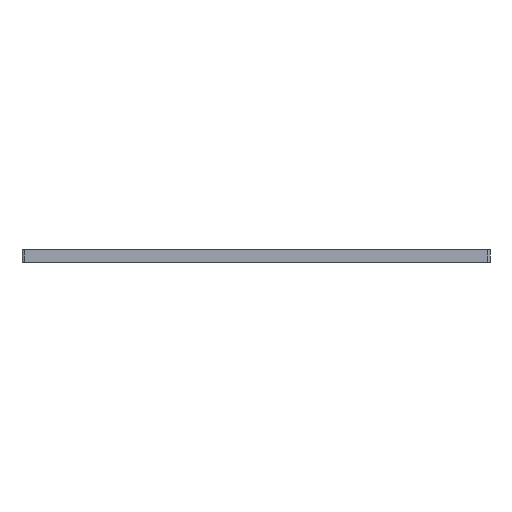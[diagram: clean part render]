
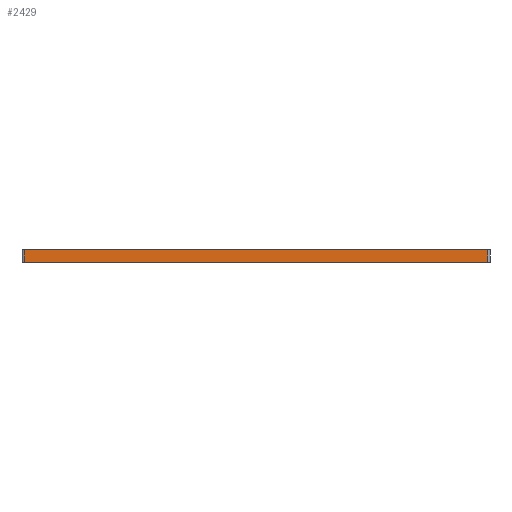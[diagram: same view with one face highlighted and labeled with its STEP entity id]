
A CAD part, left-side view. The second image highlights one B-rep face of the part: STEP entity #2429.
In plain terms, the highlighted planar face has unit normal (-1, 0, 0).
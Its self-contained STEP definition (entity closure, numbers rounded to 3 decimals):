
#909=DIRECTION('',(0.,0.,1.));
#910=VECTOR('',#909,5.);
#911=CARTESIAN_POINT('',(-70.,-23.,5.));
#912=LINE('',#911,#910);
#913=DIRECTION('',(0.,1.,0.));
#914=VECTOR('',#913,188.);
#915=CARTESIAN_POINT('',(-70.,-23.,5.));
#916=LINE('',#915,#914);
#917=DIRECTION('',(0.,0.,-1.));
#918=VECTOR('',#917,5.);
#919=CARTESIAN_POINT('',(-70.,165.,10.));
#920=LINE('',#919,#918);
#921=DIRECTION('',(0.,-1.,0.));
#922=VECTOR('',#921,188.);
#923=CARTESIAN_POINT('',(-70.,165.,10.));
#924=LINE('',#923,#922);
#1149=CARTESIAN_POINT('',(-70.,-23.,10.));
#1151=VERTEX_POINT('',#1149);
#1155=CARTESIAN_POINT('',(-70.,-23.,5.));
#1156=VERTEX_POINT('',#1155);
#1173=CARTESIAN_POINT('',(-70.,165.,5.));
#1175=VERTEX_POINT('',#1173);
#1179=CARTESIAN_POINT('',(-70.,165.,10.));
#1180=VERTEX_POINT('',#1179);
#2417=CARTESIAN_POINT('',(-70.,166.,0.));
#2418=DIRECTION('',(-1.,0.,0.));
#2419=DIRECTION('',(0.,-1.,0.));
#2420=AXIS2_PLACEMENT_3D('',#2417,#2418,#2419);
#2421=PLANE('',#2420);
#2423=ORIENTED_EDGE('',*,*,#2422,.F.);
#2424=ORIENTED_EDGE('',*,*,#1493,.T.);
#2425=ORIENTED_EDGE('',*,*,#2412,.F.);
#2426=ORIENTED_EDGE('',*,*,#1256,.T.);
#2427=EDGE_LOOP('',(#2423,#2424,#2425,#2426));
#2428=FACE_OUTER_BOUND('',#2427,.F.);
#2429=ADVANCED_FACE('',(#2428),#2421,.T.);
#1256=EDGE_CURVE('',#1180,#1151,#924,.T.);
#1493=EDGE_CURVE('',#1156,#1175,#916,.T.);
#2412=EDGE_CURVE('',#1180,#1175,#920,.T.);
#2422=EDGE_CURVE('',#1156,#1151,#912,.T.);
